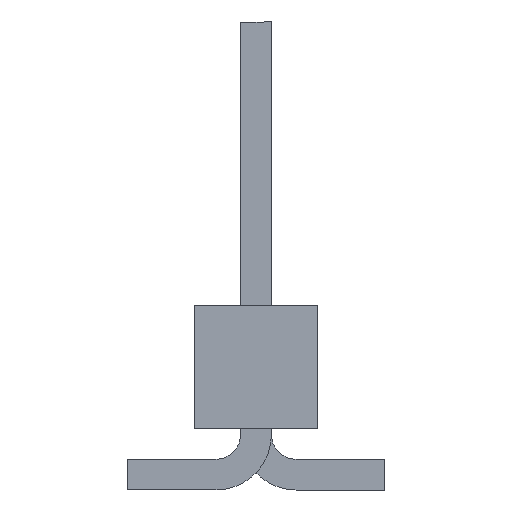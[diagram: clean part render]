
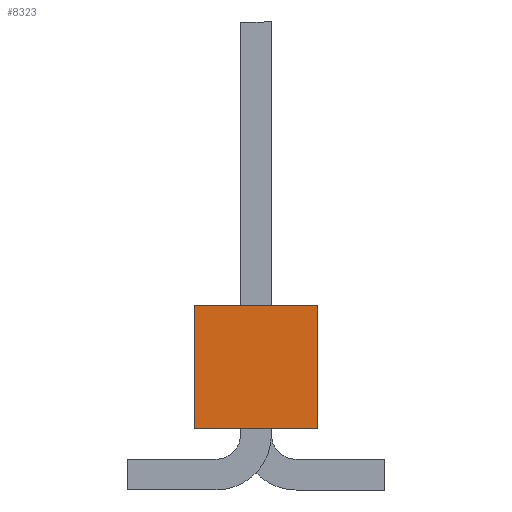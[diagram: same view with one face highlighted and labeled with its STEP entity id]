
A CAD part, left-side view. The second image highlights one B-rep face of the part: STEP entity #8323.
In plain terms, the highlighted face is planar.
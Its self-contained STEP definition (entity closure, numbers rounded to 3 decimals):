
#1832 = VERTEX_POINT('',#1833);
#1833 = CARTESIAN_POINT('',(34.29,1.27,1.27));
#1839 = EDGE_CURVE('',#1832,#1840,#1842,.T.);
#1840 = VERTEX_POINT('',#1841);
#1841 = CARTESIAN_POINT('',(34.29,1.27,-1.27));
#1842 = LINE('',#1843,#1844);
#1843 = CARTESIAN_POINT('',(34.29,1.27,1.27));
#1844 = VECTOR('',#1845,1.);
#1845 = DIRECTION('',(0.,0.,-1.));
#4414 = VERTEX_POINT('',#4415);
#4415 = CARTESIAN_POINT('',(34.29,-1.27,-1.27));
#4421 = EDGE_CURVE('',#4422,#4414,#4424,.T.);
#4422 = VERTEX_POINT('',#4423);
#4423 = CARTESIAN_POINT('',(34.29,-1.27,1.27));
#4424 = LINE('',#4425,#4426);
#4425 = CARTESIAN_POINT('',(34.29,-1.27,1.27));
#4426 = VECTOR('',#4427,1.);
#4427 = DIRECTION('',(0.,0.,-1.));
#5870 = EDGE_CURVE('',#1840,#4414,#5871,.T.);
#5871 = LINE('',#5872,#5873);
#5872 = CARTESIAN_POINT('',(34.29,1.27,-1.27));
#5873 = VECTOR('',#5874,1.);
#5874 = DIRECTION('',(0.,-1.,0.));
#5892 = EDGE_CURVE('',#1832,#4422,#5893,.T.);
#5893 = LINE('',#5894,#5895);
#5894 = CARTESIAN_POINT('',(34.29,1.27,1.27));
#5895 = VECTOR('',#5896,1.);
#5896 = DIRECTION('',(0.,-1.,0.));
#8323 = ADVANCED_FACE('',(#8324),#8330,.F.);
#8324 = FACE_BOUND('',#8325,.T.);
#8325 = EDGE_LOOP('',(#8326,#8327,#8328,#8329));
#8326 = ORIENTED_EDGE('',*,*,#4421,.T.);
#8327 = ORIENTED_EDGE('',*,*,#5870,.F.);
#8328 = ORIENTED_EDGE('',*,*,#1839,.F.);
#8329 = ORIENTED_EDGE('',*,*,#5892,.T.);
#8330 = PLANE('',#8331);
#8331 = AXIS2_PLACEMENT_3D('',#8332,#8333,#8334);
#8332 = CARTESIAN_POINT('',(34.29,1.27,1.27));
#8333 = DIRECTION('',(-1.,0.,0.));
#8334 = DIRECTION('',(0.,0.,1.));
